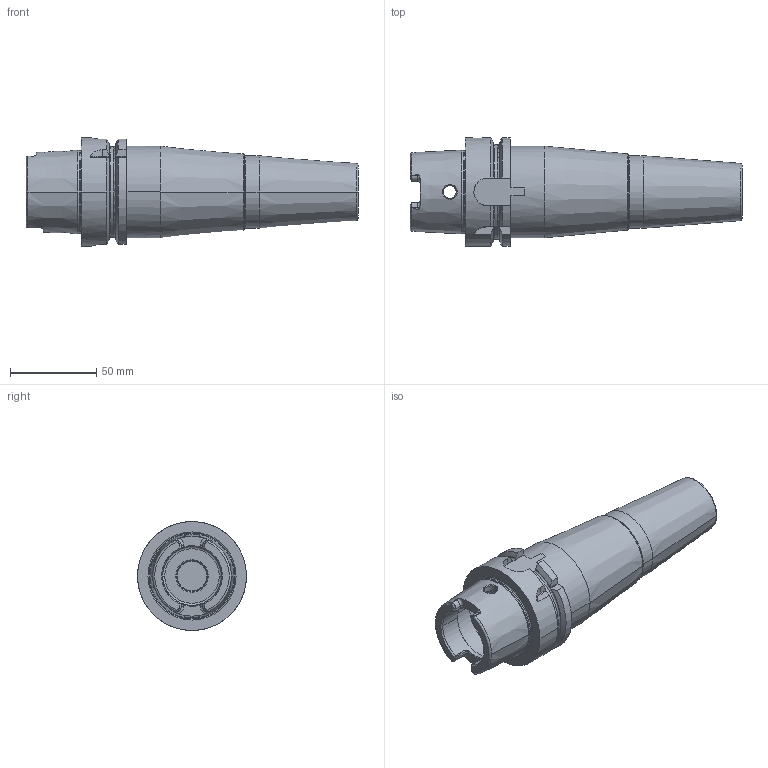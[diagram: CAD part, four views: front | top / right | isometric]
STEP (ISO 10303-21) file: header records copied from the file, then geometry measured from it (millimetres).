
FILE_DESCRIPTION((''),'2;1');
FILE_NAME('A63-142-20-3','2011-09-13T',('mei'),(''),'PRO/ENGINEER BY PARAMETRIC TECHNOLOGY CORPORATION, 2010430','PRO/ENGINEER BY PARAMETRIC TECHNOLOGY CORPORATION, 2010430','');
FILE_SCHEMA(('CONFIG_CONTROL_DESIGN'));
Length unit declared in the file: millimetre
Products named in the file (1): A63-142-20-3
Bounding box: 192 x 63 x 63 mm (x, y, z)
Volume: 274060.1 mm3; surface area: 43105.6 mm2
Topology: 1 solids, 2 shells, 188 faces, 476 edges, 291 vertices
Faces by surface type: plane 58, cylinder 52, cone 34, torus 34, bspline 8, extrusion 2
Entity records: 7027 total; most frequent: CARTESIAN_POINT 2583, ORIENTED_EDGE 948, DIRECTION 896, EDGE_CURVE 476, AXIS2_PLACEMENT_3D 355, VERTEX_POINT 291, EDGE_LOOP 193, FACE_OUTER_BOUND 188
